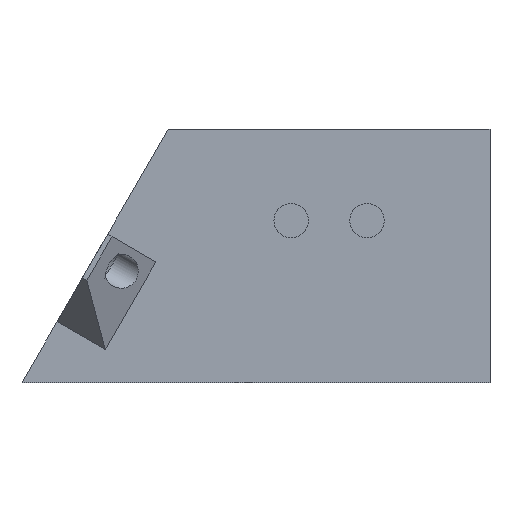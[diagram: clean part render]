
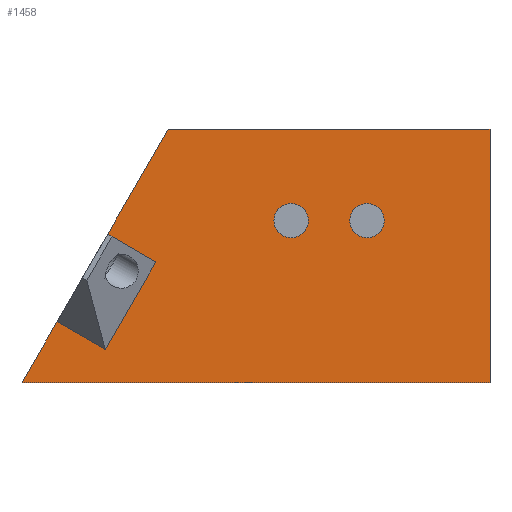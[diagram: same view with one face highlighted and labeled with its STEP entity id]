
A CAD part, left-side view. The second image highlights one B-rep face of the part: STEP entity #1458.
In plain terms, the highlighted planar face has unit normal (-1, 0, 0).
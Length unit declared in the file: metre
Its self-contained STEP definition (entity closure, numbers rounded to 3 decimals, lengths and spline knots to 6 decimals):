
#98=CIRCLE('',#1603,0.0034);
#99=CIRCLE('',#1604,0.0034);
#244=ORIENTED_EDGE('',*,*,#606,.F.);
#245=ORIENTED_EDGE('',*,*,#607,.T.);
#246=ORIENTED_EDGE('',*,*,#608,.T.);
#247=ORIENTED_EDGE('',*,*,#609,.T.);
#248=ORIENTED_EDGE('',*,*,#610,.T.);
#249=ORIENTED_EDGE('',*,*,#611,.T.);
#250=ORIENTED_EDGE('',*,*,#603,.F.);
#251=ORIENTED_EDGE('',*,*,#612,.T.);
#252=ORIENTED_EDGE('',*,*,#613,.F.);
#253=ORIENTED_EDGE('',*,*,#614,.F.);
#603=EDGE_CURVE('',#780,#781,#903,.T.);
#606=EDGE_CURVE('',#782,#783,#906,.T.);
#607=EDGE_CURVE('',#782,#784,#907,.F.);
#608=EDGE_CURVE('',#784,#785,#908,.T.);
#609=EDGE_CURVE('',#785,#786,#909,.T.);
#610=EDGE_CURVE('',#786,#787,#910,.T.);
#611=EDGE_CURVE('',#787,#781,#911,.T.);
#612=EDGE_CURVE('',#780,#783,#912,.T.);
#613=EDGE_CURVE('',#788,#788,#98,.T.);
#614=EDGE_CURVE('',#789,#789,#99,.T.);
#780=VERTEX_POINT('',#2380);
#781=VERTEX_POINT('',#2381);
#782=VERTEX_POINT('',#2386);
#783=VERTEX_POINT('',#2387);
#784=VERTEX_POINT('',#2389);
#785=VERTEX_POINT('',#2391);
#786=VERTEX_POINT('',#2393);
#787=VERTEX_POINT('',#2395);
#788=VERTEX_POINT('',#2399);
#789=VERTEX_POINT('',#2401);
#903=LINE('',#2379,#1011);
#906=LINE('',#2385,#1014);
#907=LINE('',#2388,#1015);
#908=LINE('',#2390,#1016);
#909=LINE('',#2392,#1017);
#910=LINE('',#2394,#1018);
#911=LINE('',#2396,#1019);
#912=LINE('',#2397,#1020);
#1011=VECTOR('',#1879,1.);
#1014=VECTOR('',#1884,1.);
#1015=VECTOR('',#1885,1.);
#1016=VECTOR('',#1886,1.);
#1017=VECTOR('',#1887,1.);
#1018=VECTOR('',#1888,1.);
#1019=VECTOR('',#1889,1.);
#1020=VECTOR('',#1890,1.);
#1088=EDGE_LOOP('',(#244,#245,#246,#247,#248,#249,#250,#251));
#1089=EDGE_LOOP('',(#252));
#1090=EDGE_LOOP('',(#253));
#1254=FACE_BOUND('',#1088,.T.);
#1255=FACE_BOUND('',#1089,.T.);
#1256=FACE_BOUND('',#1090,.T.);
#1405=PLANE('',#1602);
#1458=ADVANCED_FACE('',(#1254,#1255,#1256),#1405,.T.);
#1602=AXIS2_PLACEMENT_3D('',#2384,#1882,#1883);
#1603=AXIS2_PLACEMENT_3D('',#2398,#1891,#1892);
#1604=AXIS2_PLACEMENT_3D('',#2400,#1893,#1894);
#1879=DIRECTION('',(0.,-1.,0.));
#1882=DIRECTION('',(-1.,0.,0.));
#1883=DIRECTION('',(0.,0.,1.));
#1884=DIRECTION('',(0.,0.866,0.5));
#1885=DIRECTION('',(0.,-0.5,0.866));
#1886=DIRECTION('',(0.,0.866,0.5));
#1887=DIRECTION('',(0.,0.5,-0.866));
#1888=DIRECTION('',(0.,-1.,0.));
#1889=DIRECTION('',(0.,0.,1.));
#1890=DIRECTION('',(0.,0.5,-0.866));
#1891=DIRECTION('',(-1.,0.,0.));
#1892=DIRECTION('',(0.,0.,1.));
#1893=DIRECTION('',(-1.,0.,0.));
#1894=DIRECTION('',(0.,0.,1.));
#2379=CARTESIAN_POINT('',(-0.0685,0.0093,0.));
#2380=CARTESIAN_POINT('',(-0.0685,0.0411,0.));
#2381=CARTESIAN_POINT('',(-0.0685,-0.0225,0.));
#2384=CARTESIAN_POINT('',(-0.0685,0.0093,-0.05));
#2385=CARTESIAN_POINT('',(-0.0685,0.052168,-0.02117));
#2386=CARTESIAN_POINT('',(-0.0685,0.043507,-0.02617));
#2387=CARTESIAN_POINT('',(-0.0685,0.053034,-0.02067));
#2388=CARTESIAN_POINT('',(-0.0685,0.046007,-0.0305));
#2389=CARTESIAN_POINT('',(-0.0685,0.053507,-0.04349));
#2390=CARTESIAN_POINT('',(-0.0685,0.062168,-0.03849));
#2391=CARTESIAN_POINT('',(-0.0685,0.063034,-0.03799));
#2392=CARTESIAN_POINT('',(-0.0685,0.055534,-0.025));
#2393=CARTESIAN_POINT('',(-0.0685,0.069968,-0.05));
#2394=CARTESIAN_POINT('',(-0.0685,0.0093,-0.05));
#2395=CARTESIAN_POINT('',(-0.0685,-0.0225,-0.05));
#2396=CARTESIAN_POINT('',(-0.0685,-0.0225,-0.05));
#2397=CARTESIAN_POINT('',(-0.0685,0.055534,-0.025));
#2398=CARTESIAN_POINT('',(-0.0685,0.0168,-0.018));
#2399=CARTESIAN_POINT('',(-0.0685,0.0168,-0.0146));
#2400=CARTESIAN_POINT('',(-0.0685,0.0018,-0.018));
#2401=CARTESIAN_POINT('',(-0.0685,0.0018,-0.0146));
